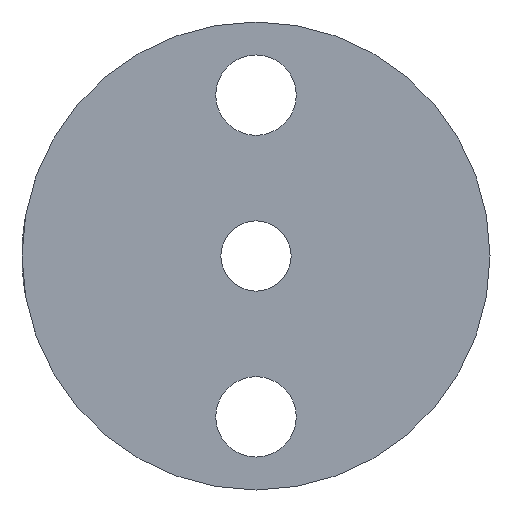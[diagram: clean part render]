
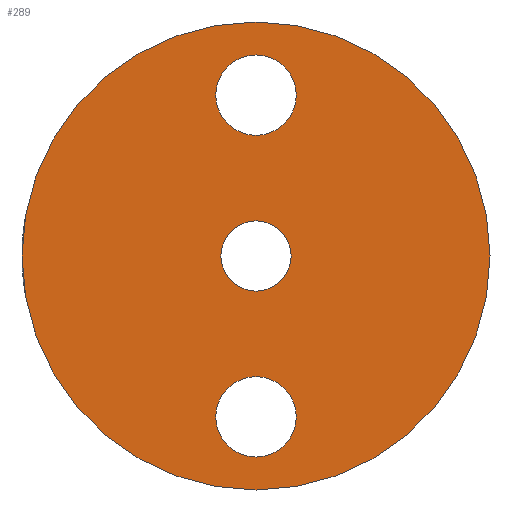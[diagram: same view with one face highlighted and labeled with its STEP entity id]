
A CAD part, front view. The second image highlights one B-rep face of the part: STEP entity #289.
In plain terms, the highlighted planar face has unit normal (0, -1, 0).
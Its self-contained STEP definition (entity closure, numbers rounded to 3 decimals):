
#5 = CIRCLE ( 'NONE', #278, 2.4 ) ;
#17 = ORIENTED_EDGE ( 'NONE', *, *, #326, .T. ) ;
#19 = DIRECTION ( 'NONE',  ( 0., 0., 1. ) ) ;
#30 = DIRECTION ( 'NONE',  ( 0., 1., 0. ) ) ;
#32 = CARTESIAN_POINT ( 'NONE',  ( 0., 0., 0. ) ) ;
#34 = EDGE_CURVE ( 'NONE', #456, #149, #5, .T. ) ;
#37 = CARTESIAN_POINT ( 'NONE',  ( 0., 0., -11. ) ) ;
#40 = VERTEX_POINT ( 'NONE', #129 ) ;
#41 = DIRECTION ( 'NONE',  ( 0., 1., 0. ) ) ;
#57 = CARTESIAN_POINT ( 'NONE',  ( 0., 0., 8.25 ) ) ;
#65 = DIRECTION ( 'NONE',  ( 0., 0., 1. ) ) ;
#69 = CARTESIAN_POINT ( 'NONE',  ( 0., 0., 16. ) ) ;
#78 = AXIS2_PLACEMENT_3D ( 'NONE', #111, #406, #19 ) ;
#91 = DIRECTION ( 'NONE',  ( 0., 1., 0. ) ) ;
#102 = EDGE_CURVE ( 'NONE', #40, #244, #468, .T. ) ;
#105 = CIRCLE ( 'NONE', #253, 2.75 ) ;
#108 = AXIS2_PLACEMENT_3D ( 'NONE', #32, #327, #459 ) ;
#111 = CARTESIAN_POINT ( 'NONE',  ( 0., 0., -11. ) ) ;
#113 = CIRCLE ( 'NONE', #189, 2.75 ) ;
#122 = DIRECTION ( 'NONE',  ( 0., 1., 0. ) ) ;
#129 = CARTESIAN_POINT ( 'NONE',  ( 0., 0., -8.25 ) ) ;
#144 = CIRCLE ( 'NONE', #333, 2.4 ) ;
#149 = VERTEX_POINT ( 'NONE', #223 ) ;
#155 = ORIENTED_EDGE ( 'NONE', *, *, #422, .T. ) ;
#157 = ORIENTED_EDGE ( 'NONE', *, *, #337, .T. ) ;
#159 = CARTESIAN_POINT ( 'NONE',  ( 0., 0., 13.75 ) ) ;
#166 = DIRECTION ( 'NONE',  ( 0., 0., 1. ) ) ;
#179 = VERTEX_POINT ( 'NONE', #57 ) ;
#189 = AXIS2_PLACEMENT_3D ( 'NONE', #263, #91, #211 ) ;
#192 = FACE_OUTER_BOUND ( 'NONE', #404, .T. ) ;
#195 = ORIENTED_EDGE ( 'NONE', *, *, #358, .F. ) ;
#206 = EDGE_LOOP ( 'NONE', ( #565, #17 ) ) ;
#207 = CARTESIAN_POINT ( 'NONE',  ( 0., 0., 0. ) ) ;
#211 = DIRECTION ( 'NONE',  ( 0., 0., 1. ) ) ;
#223 = CARTESIAN_POINT ( 'NONE',  ( 0., 0., 2.4 ) ) ;
#241 = CARTESIAN_POINT ( 'NONE',  ( 0., 0., -2.4 ) ) ;
#244 = VERTEX_POINT ( 'NONE', #255 ) ;
#253 = AXIS2_PLACEMENT_3D ( 'NONE', #555, #30, #372 ) ;
#255 = CARTESIAN_POINT ( 'NONE',  ( 0., 0., -13.75 ) ) ;
#263 = CARTESIAN_POINT ( 'NONE',  ( 0., 0., 11. ) ) ;
#278 = AXIS2_PLACEMENT_3D ( 'NONE', #567, #122, #344 ) ;
#284 = EDGE_CURVE ( 'NONE', #411, #179, #113, .T. ) ;
#289 = ADVANCED_FACE ( 'NONE', ( #192, #489, #438, #430 ), #474, .F. ) ;
#290 = VERTEX_POINT ( 'NONE', #298 ) ;
#298 = CARTESIAN_POINT ( 'NONE',  ( 0., 0., -16. ) ) ;
#308 = EDGE_LOOP ( 'NONE', ( #155, #357 ) ) ;
#326 = EDGE_CURVE ( 'NONE', #149, #456, #144, .T. ) ;
#327 = DIRECTION ( 'NONE',  ( 0., 1., 0. ) ) ;
#333 = AXIS2_PLACEMENT_3D ( 'NONE', #443, #541, #65 ) ;
#335 = DIRECTION ( 'NONE',  ( 0., 0., 1. ) ) ;
#337 = EDGE_CURVE ( 'NONE', #244, #40, #448, .T. ) ;
#344 = DIRECTION ( 'NONE',  ( 0., 0., 1. ) ) ;
#357 = ORIENTED_EDGE ( 'NONE', *, *, #284, .T. ) ;
#358 = EDGE_CURVE ( 'NONE', #397, #290, #359, .T. ) ;
#359 = CIRCLE ( 'NONE', #486, 16. ) ;
#372 = DIRECTION ( 'NONE',  ( 0., 0., 1. ) ) ;
#373 = CARTESIAN_POINT ( 'NONE',  ( 0., 0., 0. ) ) ;
#387 = EDGE_CURVE ( 'NONE', #290, #397, #559, .T. ) ;
#397 = VERTEX_POINT ( 'NONE', #69 ) ;
#404 = EDGE_LOOP ( 'NONE', ( #487, #195 ) ) ;
#406 = DIRECTION ( 'NONE',  ( 0., 1., 0. ) ) ;
#407 = AXIS2_PLACEMENT_3D ( 'NONE', #37, #41, #335 ) ;
#411 = VERTEX_POINT ( 'NONE', #159 ) ;
#422 = EDGE_CURVE ( 'NONE', #179, #411, #105, .T. ) ;
#430 = FACE_BOUND ( 'NONE', #308, .T. ) ;
#438 = FACE_BOUND ( 'NONE', #467, .T. ) ;
#443 = CARTESIAN_POINT ( 'NONE',  ( 0., 0., 0. ) ) ;
#448 = CIRCLE ( 'NONE', #78, 2.75 ) ;
#453 = DIRECTION ( 'NONE',  ( 0., 1., 0. ) ) ;
#456 = VERTEX_POINT ( 'NONE', #241 ) ;
#459 = DIRECTION ( 'NONE',  ( 0., 0., 1. ) ) ;
#467 = EDGE_LOOP ( 'NONE', ( #157, #539 ) ) ;
#468 = CIRCLE ( 'NONE', #407, 2.75 ) ;
#474 = PLANE ( 'NONE',  #518 ) ;
#477 = DIRECTION ( 'NONE',  ( 0., 0., 1. ) ) ;
#486 = AXIS2_PLACEMENT_3D ( 'NONE', #373, #453, #166 ) ;
#487 = ORIENTED_EDGE ( 'NONE', *, *, #387, .F. ) ;
#489 = FACE_BOUND ( 'NONE', #206, .T. ) ;
#518 = AXIS2_PLACEMENT_3D ( 'NONE', #207, #520, #477 ) ;
#520 = DIRECTION ( 'NONE',  ( 0., 1., 0. ) ) ;
#539 = ORIENTED_EDGE ( 'NONE', *, *, #102, .T. ) ;
#541 = DIRECTION ( 'NONE',  ( 0., 1., 0. ) ) ;
#555 = CARTESIAN_POINT ( 'NONE',  ( 0., 0., 11. ) ) ;
#559 = CIRCLE ( 'NONE', #108, 16. ) ;
#565 = ORIENTED_EDGE ( 'NONE', *, *, #34, .T. ) ;
#567 = CARTESIAN_POINT ( 'NONE',  ( 0., 0., 0. ) ) ;
